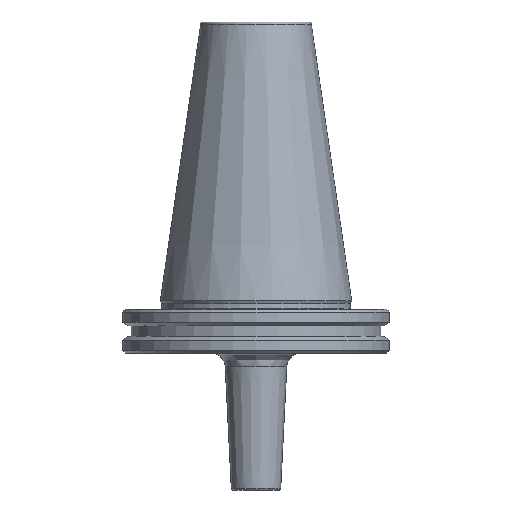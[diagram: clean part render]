
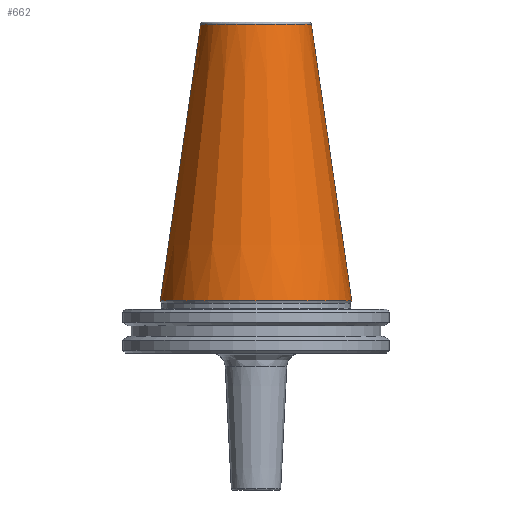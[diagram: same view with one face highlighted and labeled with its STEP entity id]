
A CAD part, front view. The second image highlights one B-rep face of the part: STEP entity #662.
In plain terms, the highlighted conical face has half-angle 8.297 degrees and reference radius 34.925 mm.
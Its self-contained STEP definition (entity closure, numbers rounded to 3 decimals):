
#35 = EDGE_CURVE ( 'NONE', #173, #57, #1499, .T. ) ;
#57 = VERTEX_POINT ( 'NONE', #593 ) ;
#114 = AXIS2_PLACEMENT_3D ( 'NONE', #1159, #1141, #1135 ) ;
#149 = VECTOR ( 'NONE', #569, 1000. ) ;
#153 = CARTESIAN_POINT ( 'NONE',  ( -34.925, 0., 0. ) ) ;
#173 = VERTEX_POINT ( 'NONE', #448 ) ;
#214 = FACE_OUTER_BOUND ( 'NONE', #445, .T. ) ;
#319 = DIRECTION ( 'NONE',  ( -1., 0., 0. ) ) ;
#320 = ORIENTED_EDGE ( 'NONE', *, *, #652, .T. ) ;
#347 = CARTESIAN_POINT ( 'NONE',  ( -20.211, 0., 100.894 ) ) ;
#354 = CARTESIAN_POINT ( 'NONE',  ( 0., 0., 100.894 ) ) ;
#381 = ORIENTED_EDGE ( 'NONE', *, *, #1475, .T. ) ;
#410 = VERTEX_POINT ( 'NONE', #347 ) ;
#444 = VECTOR ( 'NONE', #589, 1000. ) ;
#445 = EDGE_LOOP ( 'NONE', ( #1306, #381, #320, #1260 ) ) ;
#448 = CARTESIAN_POINT ( 'NONE',  ( 20.211, 0., 100.894 ) ) ;
#525 = DIRECTION ( 'NONE',  ( 0., 0., -1. ) ) ;
#535 = CARTESIAN_POINT ( 'NONE',  ( 34.925, 0., 0. ) ) ;
#550 = CARTESIAN_POINT ( 'NONE',  ( 0., 0., 0. ) ) ;
#553 = DIRECTION ( 'NONE',  ( -1., 0., 0. ) ) ;
#558 = CARTESIAN_POINT ( 'NONE',  ( -34.925, 0., 0. ) ) ;
#569 = DIRECTION ( 'NONE',  ( -0.144, 0., -0.99 ) ) ;
#578 = DIRECTION ( 'NONE',  ( 0., 0., -1. ) ) ;
#589 = DIRECTION ( 'NONE',  ( 0.144, 0., -0.99 ) ) ;
#593 = CARTESIAN_POINT ( 'NONE',  ( 34.925, 0., 0. ) ) ;
#652 = EDGE_CURVE ( 'NONE', #410, #782, #1495, .T. ) ;
#662 = ADVANCED_FACE ( 'NONE', ( #214 ), #1207, .T. ) ;
#782 = VERTEX_POINT ( 'NONE', #153 ) ;
#791 = CIRCLE ( 'NONE', #857, 20.211 ) ;
#857 = AXIS2_PLACEMENT_3D ( 'NONE', #354, #578, #319 ) ;
#1135 = DIRECTION ( 'NONE',  ( -1., 0., 0. ) ) ;
#1141 = DIRECTION ( 'NONE',  ( 0., 0., 1. ) ) ;
#1159 = CARTESIAN_POINT ( 'NONE',  ( 0., 0., 0. ) ) ;
#1207 = CONICAL_SURFACE ( 'NONE', #1491, 34.925, 0.145 ) ;
#1260 = ORIENTED_EDGE ( 'NONE', *, *, #1283, .T. ) ;
#1283 = EDGE_CURVE ( 'NONE', #782, #57, #1431, .T. ) ;
#1306 = ORIENTED_EDGE ( 'NONE', *, *, #35, .F. ) ;
#1431 = CIRCLE ( 'NONE', #114, 34.925 ) ;
#1475 = EDGE_CURVE ( 'NONE', #173, #410, #791, .T. ) ;
#1491 = AXIS2_PLACEMENT_3D ( 'NONE', #550, #525, #553 ) ;
#1495 = LINE ( 'NONE', #558, #149 ) ;
#1499 = LINE ( 'NONE', #535, #444 ) ;
